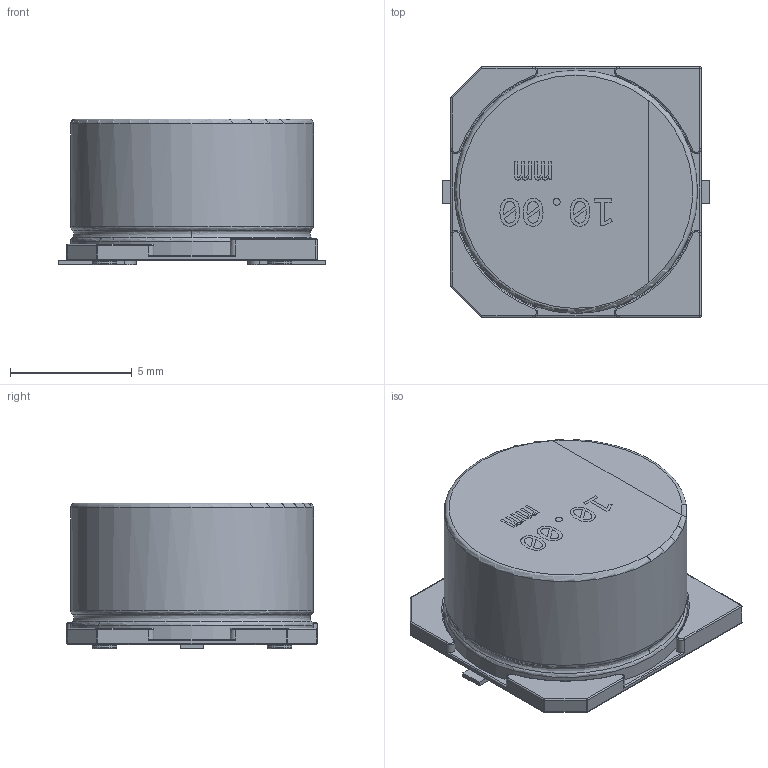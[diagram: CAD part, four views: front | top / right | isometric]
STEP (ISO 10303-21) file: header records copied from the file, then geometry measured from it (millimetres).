
FILE_DESCRIPTION(/* description */ (''),/* implementation_level */ '2;1');
FILE_NAME(/* name */ 'CAP SMT ALPOLY D10.00 H6.00 S10.30.step',/* time_stamp */ '2020-11-17T22:35:29+02:00',/* author */ (''),/* organization */ (''),/* preprocessor_version */ 'ST-DEVELOPER v18.1',/* originating_system */ 'Autodesk Translation Framework v9.3.0.1241',/* authorisation */ '');
FILE_SCHEMA (('AUTOMOTIVE_DESIGN { 1 0 10303 214 3 1 1 }'));
Length unit declared in the file: millimetre
Products named in the file (1): Model - SMT CAP POLY
Bounding box: 11 x 10.3 x 6 mm (x, y, z)
Volume: 475.4 mm3; surface area: 424.4 mm2
Topology: 1 solids, 1 shells, 124 faces, 464 edges, 360 vertices
Faces by surface type: cylinder 46, plane 41, torus 22, sphere 12, bspline 3
Full cylindrical faces by diameter (mm): 1 x4, 10 x2
Entity records: 5780 total; most frequent: CARTESIAN_POINT 1890, ORIENTED_EDGE 928, DIRECTION 648, EDGE_CURVE 464, VERTEX_POINT 360, AXIS2_PLACEMENT_3D 253, B_SPLINE_CURVE_WITH_KNOTS 191, LINE 142
